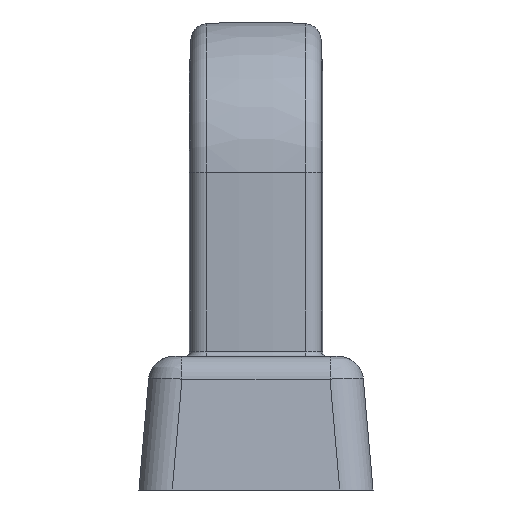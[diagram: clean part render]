
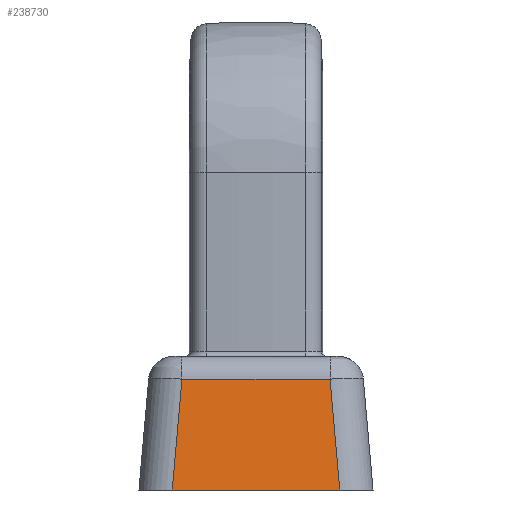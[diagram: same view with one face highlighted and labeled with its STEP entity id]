
A CAD part, front view. The second image highlights one B-rep face of the part: STEP entity #238730.
In plain terms, the highlighted planar face has unit normal (0, -0.996, 0.087).
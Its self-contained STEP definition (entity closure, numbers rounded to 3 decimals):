
#210=CARTESIAN_POINT('',(0.,-224.,0.));
#220=DIRECTION('',(1.,0.,0.));
#230=VECTOR('',#220,1.);
#240=LINE('',#210,#230);
#250=CARTESIAN_POINT('',(1.992,-224.,0.));
#260=VERTEX_POINT('',#250);
#270=CARTESIAN_POINT('',(12.008,-224.,0.));
#280=VERTEX_POINT('',#270);
#290=EDGE_CURVE('',#260,#280,#240,.T.);
#223990=CARTESIAN_POINT('',(2.573,-223.42,
6.631));
#224000=VERTEX_POINT('',#223990);
#224620=CARTESIAN_POINT('',(2.008,-223.985,
0.174));
#224630=DIRECTION('',(-0.087,-0.087,
-0.992));
#224640=VECTOR('',#224630,1.);
#224650=LINE('',#224620,#224640);
#224660=EDGE_CURVE('',#224000,#260,#224650,.T.);
#226890=CARTESIAN_POINT('',(11.427,-223.42,
6.631));
#226900=VERTEX_POINT('',#226890);
#226930=CARTESIAN_POINT('',(0.,-223.42,6.631));
#226940=DIRECTION('',(1.,0.,0.));
#226950=VECTOR('',#226940,1.);
#226960=LINE('',#226930,#226950);
#226970=EDGE_CURVE('',#224000,#226900,#226960,.T.);
#238570=CARTESIAN_POINT('',(0.,-224.,0.));
#238580=DIRECTION('',(0.,0.996,-0.087));
#238590=DIRECTION('',(1.,0.,0.));
#238600=AXIS2_PLACEMENT_3D('',#238570,#238580,#238590);
#238610=PLANE('',#238600);
#238620=ORIENTED_EDGE('',*,*,#226970,.F.);
#238630=CARTESIAN_POINT('',(11.992,-223.985,
0.174));
#238640=DIRECTION('',(0.087,-0.087,
-0.992));
#238650=VECTOR('',#238640,1.);
#238660=LINE('',#238630,#238650);
#238670=EDGE_CURVE('',#226900,#280,#238660,.T.);
#238680=ORIENTED_EDGE('',*,*,#238670,.F.);
#238690=ORIENTED_EDGE('',*,*,#290,.T.);
#238700=ORIENTED_EDGE('',*,*,#224660,.T.);
#238710=EDGE_LOOP('',(#238700,#238690,#238680,#238620));
#238720=FACE_OUTER_BOUND('',#238710,.T.);
#238730=ADVANCED_FACE('',(#238720),#238610,.F.);
